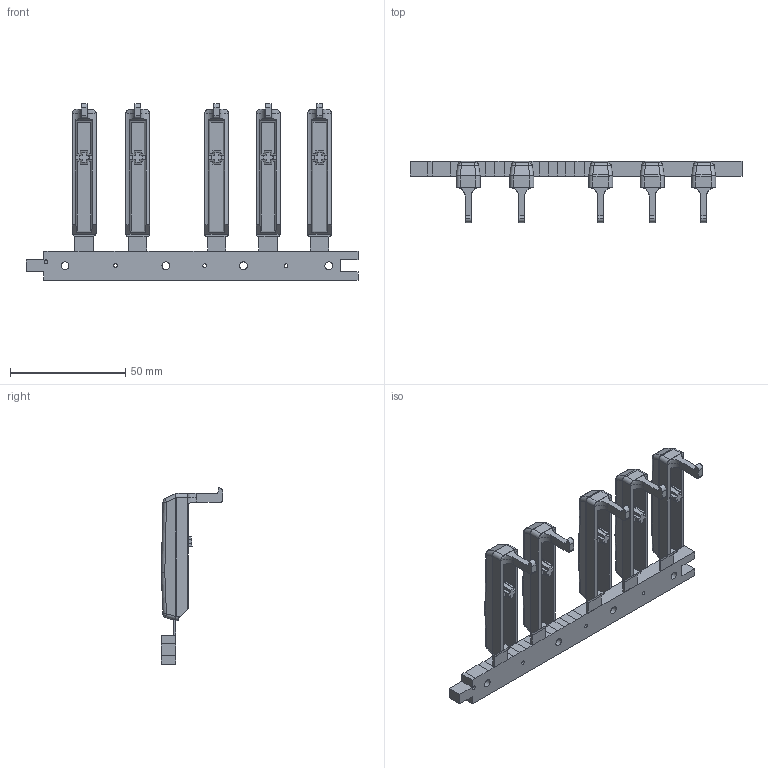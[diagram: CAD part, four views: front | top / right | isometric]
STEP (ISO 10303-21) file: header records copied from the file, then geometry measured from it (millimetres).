
FILE_DESCRIPTION(/* description */ (''),/* implementation_level */ '2;1');
FILE_NAME(/* name */ 'NanoEgg eyboard 4 (wider) v21 -Chopped v6 - Top Black Keys.step',/* time_stamp */ '2016-10-15T22:17:02-07:00',/* author */ (''),/* organization */ (''),/* preprocessor_version */ 'ST-DEVELOPER v16.5',/* originating_system */ 'Autodesk Translation Framework v5.2.0.2031',/* authorisation */ '');
FILE_SCHEMA (('AUTOMOTIVE_DESIGN { 1 0 10303 214 3 1 1 }'));
Length unit declared in the file: centimetre
Products named in the file (8): Keyboard 4 (wider) v21 -Chopped v6; TopBlackKeys; A#; G#; TopMountingPlate; D#; C#; F#
Assembly tree (7 placements, depth 3):
  Keyboard 4 (wider) v21 -Chopped v6
    TopBlackKeys
      A#
      G#
      TopMountingPlate
      D#
      C#
      F#
Bounding box: 144.15 x 26.69 x 76.74 mm (x, y, z)
Volume: 21608.1 mm3; surface area: 26082.2 mm2
Topology: 6 solids, 6 shells, 505 faces, 1336 edges, 849 vertices
Faces by surface type: plane 338, cylinder 120, sphere 30, bspline 10, cone 7
Full cylindrical faces by diameter (mm): 1.587 x3, 1.588 x1, 3.365 x4
Entity records: 16867 total; most frequent: CARTESIAN_POINT 4107, ORIENTED_EDGE 2654, DIRECTION 2614, EDGE_CURVE 1327, LINE 944, VECTOR 944, VERTEX_POINT 848, AXIS2_PLACEMENT_3D 835
